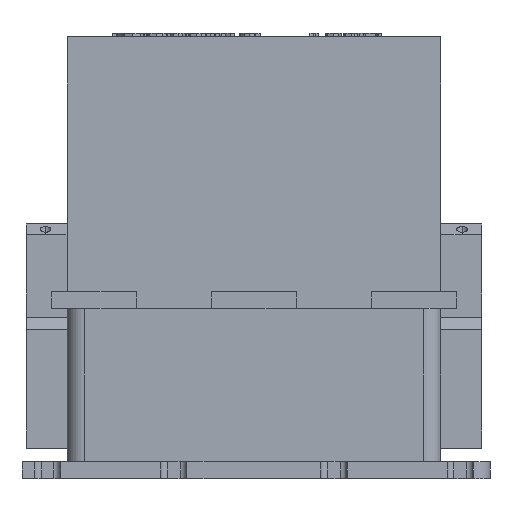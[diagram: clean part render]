
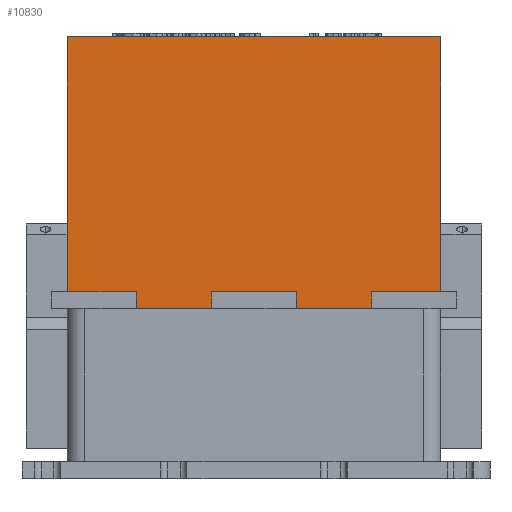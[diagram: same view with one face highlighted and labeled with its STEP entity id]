
A CAD part, front view. The second image highlights one B-rep face of the part: STEP entity #10830.
In plain terms, the highlighted planar face has unit normal (0, -1, 0).
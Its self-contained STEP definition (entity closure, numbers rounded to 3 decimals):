
#642=PLANE('',#11576);
#1209=FACE_OUTER_BOUND('',#1858,.T.);
#1858=EDGE_LOOP('',(#10157,#10158,#10159,#10160));
#3212=LINE('',#17394,#4569);
#3216=LINE('',#17401,#4573);
#3217=LINE('',#17403,#4574);
#3218=LINE('',#17404,#4575);
#4569=VECTOR('',#14326,304.8);
#4573=VECTOR('',#14332,304.8);
#4574=VECTOR('',#14333,304.8);
#4575=VECTOR('',#14334,304.8);
#5704=VERTEX_POINT('',#17390);
#5706=VERTEX_POINT('',#17393);
#5708=VERTEX_POINT('',#17400);
#5709=VERTEX_POINT('',#17402);
#7196=EDGE_CURVE('',#5706,#5704,#3212,.T.);
#7200=EDGE_CURVE('',#5708,#5704,#3216,.T.);
#7201=EDGE_CURVE('',#5709,#5708,#3217,.T.);
#7202=EDGE_CURVE('',#5706,#5709,#3218,.T.);
#10157=ORIENTED_EDGE('',*,*,#7200,.F.);
#10158=ORIENTED_EDGE('',*,*,#7201,.F.);
#10159=ORIENTED_EDGE('',*,*,#7202,.F.);
#10160=ORIENTED_EDGE('',*,*,#7196,.T.);
#10830=ADVANCED_FACE('',(#1209),#642,.T.);
#11576=AXIS2_PLACEMENT_3D('',#17399,#14330,#14331);
#14326=DIRECTION('',(0.,0.,1.));
#14330=DIRECTION('center_axis',(0.,-1.,0.));
#14331=DIRECTION('ref_axis',(0.,0.,-1.));
#14332=DIRECTION('',(1.,0.,0.));
#14333=DIRECTION('',(0.,0.,1.));
#14334=DIRECTION('',(-1.,0.,0.));
#17390=CARTESIAN_POINT('',(55.,-66.5,130.));
#17393=CARTESIAN_POINT('',(55.,-66.5,50.));
#17394=CARTESIAN_POINT('',(55.,-66.5,50.));
#17399=CARTESIAN_POINT('Origin',(-55.,-66.5,130.));
#17400=CARTESIAN_POINT('',(-55.,-66.5,130.));
#17401=CARTESIAN_POINT('',(-55.,-66.5,130.));
#17402=CARTESIAN_POINT('',(-55.,-66.5,50.));
#17403=CARTESIAN_POINT('',(-55.,-66.5,50.));
#17404=CARTESIAN_POINT('',(55.,-66.5,50.));
